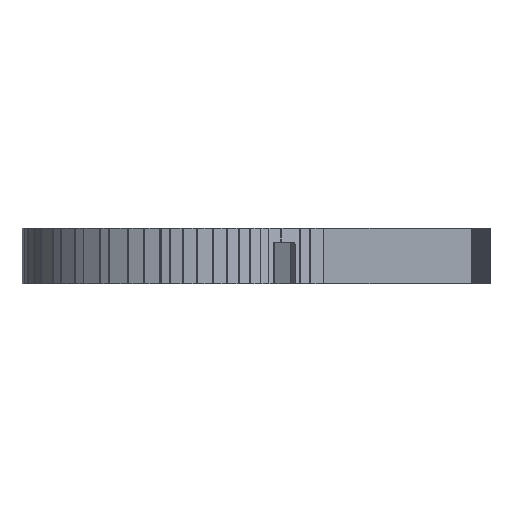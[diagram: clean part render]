
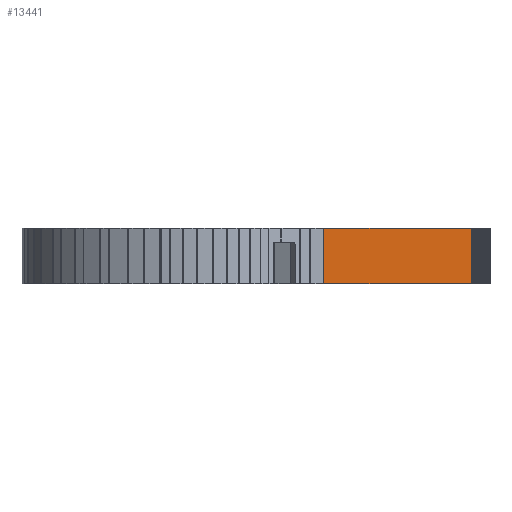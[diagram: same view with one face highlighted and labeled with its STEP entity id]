
A CAD part, left-side view. The second image highlights one B-rep face of the part: STEP entity #13441.
In plain terms, the highlighted free-form (B-spline) face has degree [1, 1] with [2, 2] control points.
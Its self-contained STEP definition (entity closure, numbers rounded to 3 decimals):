
#70 = B_SPLINE_SURFACE_WITH_KNOTS('',1,1,(
    (#71,#72)
    ,(#73,#74
    )),.UNSPECIFIED.,.F.,.F.,.F.,(2,2),(2,2),(-1181.102,
    1181.102),(-1579.724,1579.724),
  .PIECEWISE_BEZIER_KNOTS.);
#71 = CARTESIAN_POINT('',(186.85,-142.,
    11.5));
#72 = CARTESIAN_POINT('',(186.85,-61.75,
    11.5));
#73 = CARTESIAN_POINT('',(126.85,-142.,
    11.5));
#74 = CARTESIAN_POINT('',(126.85,-61.75,
    11.5));
#7356 = VERTEX_POINT('',#7357);
#7357 = CARTESIAN_POINT('',(135.65,-138.85,
    11.5));
#7369 = B_SPLINE_SURFACE_WITH_KNOTS('',1,1,(
    (#7370,#7371)
    ,(#7372,#7373
    )),.UNSPECIFIED.,.F.,.F.,.F.,(2,2),(2,2),(0.,7.17),(
    -78.74,0.),.PIECEWISE_BEZIER_KNOTS.);
#7370 = CARTESIAN_POINT('',(135.656,-139.032,
    11.5));
#7371 = CARTESIAN_POINT('',(135.656,-139.032,
    2.));
#7372 = CARTESIAN_POINT('',(135.65,-138.85,
    11.5));
#7373 = CARTESIAN_POINT('',(135.65,-138.85,
    2.));
#7381 = EDGE_CURVE('',#7356,#7382,#7384,.T.);
#7382 = VERTEX_POINT('',#7383);
#7383 = CARTESIAN_POINT('',(135.65,-113.488,
    11.5));
#7384 = SURFACE_CURVE('',#7385,(#7388,#7394),.PCURVE_S1.);
#7385 = B_SPLINE_CURVE_WITH_KNOTS('',1,(#7386,#7387),.UNSPECIFIED.,.F.,
  .F.,(2,2),(0.,998.525),.PIECEWISE_BEZIER_KNOTS.);
#7386 = CARTESIAN_POINT('',(135.65,-138.85,
    11.5));
#7387 = CARTESIAN_POINT('',(135.65,-113.488,
    11.5));
#7388 = PCURVE('',#70,#7389);
#7389 = DEFINITIONAL_REPRESENTATION('',(#7390),#7393);
#7390 = B_SPLINE_CURVE_WITH_KNOTS('',1,(#7391,#7392),.UNSPECIFIED.,.F.,
  .F.,(2,2),(0.,998.525),.PIECEWISE_BEZIER_KNOTS.);
#7391 = CARTESIAN_POINT('',(834.646,-1455.709));
#7392 = CARTESIAN_POINT('',(834.646,-457.183));
#7393 = ( GEOMETRIC_REPRESENTATION_CONTEXT(2) 
PARAMETRIC_REPRESENTATION_CONTEXT() REPRESENTATION_CONTEXT('2D SPACE',''
  ) );
#7394 = PCURVE('',#7395,#7400);
#7395 = B_SPLINE_SURFACE_WITH_KNOTS('',1,1,(
    (#7396,#7397)
    ,(#7398,#7399
    )),.UNSPECIFIED.,.F.,.F.,.F.,(2,2),(2,2),(0.,998.525),(
    -78.74,0.),.PIECEWISE_BEZIER_KNOTS.);
#7396 = CARTESIAN_POINT('',(135.65,-138.85,
    11.5));
#7397 = CARTESIAN_POINT('',(135.65,-138.85,
    2.));
#7398 = CARTESIAN_POINT('',(135.65,-113.488,
    11.5));
#7399 = CARTESIAN_POINT('',(135.65,-113.488,
    2.));
#7400 = DEFINITIONAL_REPRESENTATION('',(#7401),#7405);
#7401 = B_SPLINE_CURVE_WITH_KNOTS('',2,(#7402,#7403,#7404),
  .UNSPECIFIED.,.F.,.F.,(3,3),(0.,998.525),
  .PIECEWISE_BEZIER_KNOTS.);
#7402 = CARTESIAN_POINT('',(0.,-78.74));
#7403 = CARTESIAN_POINT('',(499.263,-78.74));
#7404 = CARTESIAN_POINT('',(998.525,-78.74));
#7405 = ( GEOMETRIC_REPRESENTATION_CONTEXT(2) 
PARAMETRIC_REPRESENTATION_CONTEXT() REPRESENTATION_CONTEXT('2D SPACE',''
  ) );
#7421 = B_SPLINE_SURFACE_WITH_KNOTS('',1,1,(
    (#7422,#7423)
    ,(#7424,#7425
    )),.UNSPECIFIED.,.F.,.F.,.F.,(2,2),(2,2),(0.,3.541),(
    -78.74,0.),.PIECEWISE_BEZIER_KNOTS.);
#7422 = CARTESIAN_POINT('',(135.65,-113.488,
    11.5));
#7423 = CARTESIAN_POINT('',(135.65,-113.488,
    2.));
#7424 = CARTESIAN_POINT('',(135.59,-113.421,
    11.5));
#7425 = CARTESIAN_POINT('',(135.59,-113.421,2.)
  );
#13008 = B_SPLINE_SURFACE_WITH_KNOTS('',1,1,(
    (#13009,#13010)
    ,(#13011,#13012
    )),.UNSPECIFIED.,.F.,.F.,.F.,(2,2),(2,2),(-1115.414,
    1246.79),(-1602.392,1557.057),
  .PIECEWISE_BEZIER_KNOTS.);
#13009 = CARTESIAN_POINT('',(186.85,-142.,
    2.));
#13010 = CARTESIAN_POINT('',(186.85,-61.75,
    2.));
#13011 = CARTESIAN_POINT('',(126.85,-142.,
    2.));
#13012 = CARTESIAN_POINT('',(126.85,-61.75,
    2.));
#13398 = EDGE_CURVE('',#13399,#7382,#13401,.T.);
#13399 = VERTEX_POINT('',#13400);
#13400 = CARTESIAN_POINT('',(135.65,-113.488,
    2.));
#13401 = SURFACE_CURVE('',#13402,(#13405,#13412),.PCURVE_S1.);
#13402 = B_SPLINE_CURVE_WITH_KNOTS('',1,(#13403,#13404),.UNSPECIFIED.,
  .F.,.F.,(2,2),(0.,78.74),.PIECEWISE_BEZIER_KNOTS.);
#13403 = CARTESIAN_POINT('',(135.65,-113.488,
    2.));
#13404 = CARTESIAN_POINT('',(135.65,-113.488,
    11.5));
#13405 = PCURVE('',#7421,#13406);
#13406 = DEFINITIONAL_REPRESENTATION('',(#13407),#13411);
#13407 = B_SPLINE_CURVE_WITH_KNOTS('',2,(#13408,#13409,#13410),
  .UNSPECIFIED.,.F.,.F.,(3,3),(0.,78.74),.PIECEWISE_BEZIER_KNOTS.);
#13408 = CARTESIAN_POINT('',(0.,0.));
#13409 = CARTESIAN_POINT('',(0.,-39.37));
#13410 = CARTESIAN_POINT('',(0.,-78.74));
#13411 = ( GEOMETRIC_REPRESENTATION_CONTEXT(2) 
PARAMETRIC_REPRESENTATION_CONTEXT() REPRESENTATION_CONTEXT('2D SPACE',''
  ) );
#13412 = PCURVE('',#7395,#13413);
#13413 = DEFINITIONAL_REPRESENTATION('',(#13414),#13418);
#13414 = B_SPLINE_CURVE_WITH_KNOTS('',2,(#13415,#13416,#13417),
  .UNSPECIFIED.,.F.,.F.,(3,3),(0.,78.74),.PIECEWISE_BEZIER_KNOTS.);
#13415 = CARTESIAN_POINT('',(998.525,0.));
#13416 = CARTESIAN_POINT('',(998.525,-39.37));
#13417 = CARTESIAN_POINT('',(998.525,-78.74));
#13418 = ( GEOMETRIC_REPRESENTATION_CONTEXT(2) 
PARAMETRIC_REPRESENTATION_CONTEXT() REPRESENTATION_CONTEXT('2D SPACE',''
  ) );
#13441 = ADVANCED_FACE('',(#13442),#7395,.T.);
#13442 = FACE_BOUND('',#13443,.T.);
#13443 = EDGE_LOOP('',(#13444,#13466,#13467,#13468));
#13444 = ORIENTED_EDGE('',*,*,#13445,.T.);
#13445 = EDGE_CURVE('',#13446,#7356,#13448,.T.);
#13446 = VERTEX_POINT('',#13447);
#13447 = CARTESIAN_POINT('',(135.65,-138.85,
    2.));
#13448 = SURFACE_CURVE('',#13449,(#13452,#13459),.PCURVE_S1.);
#13449 = B_SPLINE_CURVE_WITH_KNOTS('',1,(#13450,#13451),.UNSPECIFIED.,
  .F.,.F.,(2,2),(0.,78.74),.PIECEWISE_BEZIER_KNOTS.);
#13450 = CARTESIAN_POINT('',(135.65,-138.85,
    2.));
#13451 = CARTESIAN_POINT('',(135.65,-138.85,
    11.5));
#13452 = PCURVE('',#7395,#13453);
#13453 = DEFINITIONAL_REPRESENTATION('',(#13454),#13458);
#13454 = B_SPLINE_CURVE_WITH_KNOTS('',2,(#13455,#13456,#13457),
  .UNSPECIFIED.,.F.,.F.,(3,3),(0.,78.74),.PIECEWISE_BEZIER_KNOTS.);
#13455 = CARTESIAN_POINT('',(0.,0.));
#13456 = CARTESIAN_POINT('',(0.,-39.37));
#13457 = CARTESIAN_POINT('',(0.,-78.74));
#13458 = ( GEOMETRIC_REPRESENTATION_CONTEXT(2) 
PARAMETRIC_REPRESENTATION_CONTEXT() REPRESENTATION_CONTEXT('2D SPACE',''
  ) );
#13459 = PCURVE('',#7369,#13460);
#13460 = DEFINITIONAL_REPRESENTATION('',(#13461),#13465);
#13461 = B_SPLINE_CURVE_WITH_KNOTS('',2,(#13462,#13463,#13464),
  .UNSPECIFIED.,.F.,.F.,(3,3),(0.,78.74),.PIECEWISE_BEZIER_KNOTS.);
#13462 = CARTESIAN_POINT('',(7.17,0.));
#13463 = CARTESIAN_POINT('',(7.17,-39.37));
#13464 = CARTESIAN_POINT('',(7.17,-78.74));
#13465 = ( GEOMETRIC_REPRESENTATION_CONTEXT(2) 
PARAMETRIC_REPRESENTATION_CONTEXT() REPRESENTATION_CONTEXT('2D SPACE',''
  ) );
#13466 = ORIENTED_EDGE('',*,*,#7381,.T.);
#13467 = ORIENTED_EDGE('',*,*,#13398,.F.);
#13468 = ORIENTED_EDGE('',*,*,#13469,.F.);
#13469 = EDGE_CURVE('',#13446,#13399,#13470,.T.);
#13470 = SURFACE_CURVE('',#13471,(#13474,#13481),.PCURVE_S1.);
#13471 = B_SPLINE_CURVE_WITH_KNOTS('',1,(#13472,#13473),.UNSPECIFIED.,
  .F.,.F.,(2,2),(0.,998.525),.PIECEWISE_BEZIER_KNOTS.);
#13472 = CARTESIAN_POINT('',(135.65,-138.85,
    2.));
#13473 = CARTESIAN_POINT('',(135.65,-113.488,
    2.));
#13474 = PCURVE('',#7395,#13475);
#13475 = DEFINITIONAL_REPRESENTATION('',(#13476),#13480);
#13476 = B_SPLINE_CURVE_WITH_KNOTS('',2,(#13477,#13478,#13479),
  .UNSPECIFIED.,.F.,.F.,(3,3),(0.,998.525),
  .PIECEWISE_BEZIER_KNOTS.);
#13477 = CARTESIAN_POINT('',(0.,0.));
#13478 = CARTESIAN_POINT('',(499.263,0.));
#13479 = CARTESIAN_POINT('',(998.525,0.));
#13480 = ( GEOMETRIC_REPRESENTATION_CONTEXT(2) 
PARAMETRIC_REPRESENTATION_CONTEXT() REPRESENTATION_CONTEXT('2D SPACE',''
  ) );
#13481 = PCURVE('',#13008,#13482);
#13482 = DEFINITIONAL_REPRESENTATION('',(#13483),#13487);
#13483 = B_SPLINE_CURVE_WITH_KNOTS('',2,(#13484,#13485,#13486),
  .UNSPECIFIED.,.F.,.F.,(3,3),(0.,998.525),
  .PIECEWISE_BEZIER_KNOTS.);
#13484 = CARTESIAN_POINT('',(900.334,-1478.376));
#13485 = CARTESIAN_POINT('',(900.334,-979.113));
#13486 = CARTESIAN_POINT('',(900.334,-479.851));
#13487 = ( GEOMETRIC_REPRESENTATION_CONTEXT(2) 
PARAMETRIC_REPRESENTATION_CONTEXT() REPRESENTATION_CONTEXT('2D SPACE',''
  ) );
